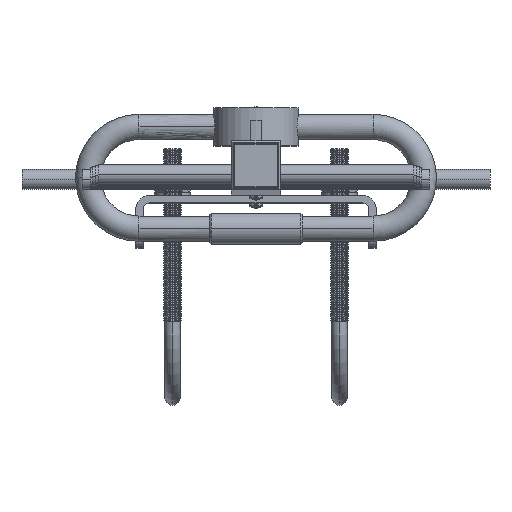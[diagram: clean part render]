
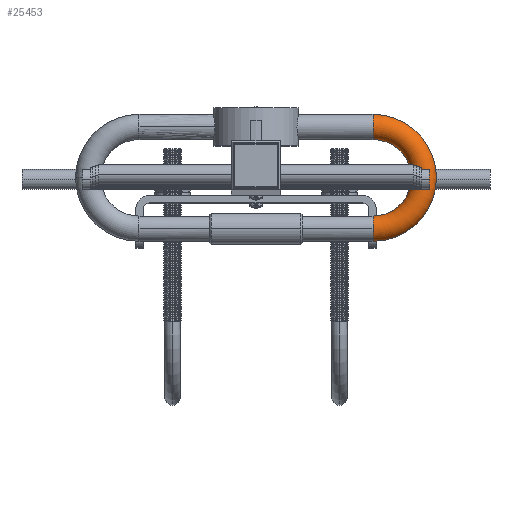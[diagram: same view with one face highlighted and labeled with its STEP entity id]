
A CAD part, top view. The second image highlights one B-rep face of the part: STEP entity #25453.
In plain terms, the highlighted toroidal (fillet/blend) face has major radius 20.701 mm and minor radius 5.144 mm.
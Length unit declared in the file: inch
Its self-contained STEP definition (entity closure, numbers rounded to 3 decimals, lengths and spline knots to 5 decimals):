
#384 = FACE_OUTER_BOUND ( 'NONE', #53837, .T. ) ;
#985 = TOROIDAL_SURFACE ( 'NONE', #68232, 0.815, 0.2025 ) ;
#1491 = AXIS2_PLACEMENT_3D ( 'NONE', #108037, #16723, #81058 ) ;
#3350 = DIRECTION ( 'NONE',  ( 1., 0., 0. ) ) ;
#5348 = CIRCLE ( 'NONE', #1491, 0.6125 ) ;
#9389 = CARTESIAN_POINT ( 'NONE',  ( 1.875, -0.9315, -20.235 ) ) ;
#14693 = DIRECTION ( 'NONE',  ( 0., 0., -1. ) ) ;
#16723 = DIRECTION ( 'NONE',  ( 0., 0., -1. ) ) ;
#16933 = ORIENTED_EDGE ( 'NONE', *, *, #40896, .F. ) ;
#17843 = CARTESIAN_POINT ( 'NONE',  ( 1.875, -0.729, -20.235 ) ) ;
#25453 = ADVANCED_FACE ( 'NONE', ( #384 ), #985, .T. ) ;
#28999 = VERTEX_POINT ( 'NONE', #52668 ) ;
#30424 = VERTEX_POINT ( 'NONE', #17843 ) ;
#30956 = CARTESIAN_POINT ( 'NONE',  ( 1.875, -0.1165, -20.235 ) ) ;
#31621 = DIRECTION ( 'NONE',  ( 0., 0., -1. ) ) ;
#34680 = VERTEX_POINT ( 'NONE', #97120 ) ;
#35468 = EDGE_CURVE ( 'NONE', #28999, #34680, #79506, .T. ) ;
#35539 = AXIS2_PLACEMENT_3D ( 'NONE', #85751, #3350, #31621 ) ;
#35899 = DIRECTION ( 'NONE',  ( 0., 0., -1. ) ) ;
#35925 = CARTESIAN_POINT ( 'NONE',  ( 1.875, -0.1165, -20.235 ) ) ;
#36292 = CIRCLE ( 'NONE', #53697, 0.2025 ) ;
#39176 = VERTEX_POINT ( 'NONE', #99964 ) ;
#40896 = EDGE_CURVE ( 'NONE', #34680, #39176, #36292, .T. ) ;
#45575 = CARTESIAN_POINT ( 'NONE',  ( 1.875, -0.9315, -20.235 ) ) ;
#46513 = CARTESIAN_POINT ( 'NONE',  ( 1.875, 0.496, -20.235 ) ) ;
#52668 = CARTESIAN_POINT ( 'NONE',  ( 1.875, 0.901, -20.235 ) ) ;
#52838 = CIRCLE ( 'NONE', #108329, 0.2025 ) ;
#53134 = VERTEX_POINT ( 'NONE', #46513 ) ;
#53697 = AXIS2_PLACEMENT_3D ( 'NONE', #9389, #66372, #35899 ) ;
#53837 = EDGE_LOOP ( 'NONE', ( #84278, #58758, #63886, #73071, #16933 ) ) ;
#55833 = DIRECTION ( 'NONE',  ( 0., 0., -1. ) ) ;
#58758 = ORIENTED_EDGE ( 'NONE', *, *, #84374, .T. ) ;
#63886 = ORIENTED_EDGE ( 'NONE', *, *, #71719, .T. ) ;
#66372 = DIRECTION ( 'NONE',  ( -1., 0., 0. ) ) ;
#68232 = AXIS2_PLACEMENT_3D ( 'NONE', #35925, #90017, #98966 ) ;
#69403 = DIRECTION ( 'NONE',  ( -1., 0., 0. ) ) ;
#71719 = EDGE_CURVE ( 'NONE', #53134, #30424, #5348, .T. ) ;
#73071 = ORIENTED_EDGE ( 'NONE', *, *, #95963, .F. ) ;
#75682 = AXIS2_PLACEMENT_3D ( 'NONE', #30956, #14693, #69403 ) ;
#79506 = CIRCLE ( 'NONE', #75682, 1.0175 ) ;
#81058 = DIRECTION ( 'NONE',  ( -1., 0., 0. ) ) ;
#84278 = ORIENTED_EDGE ( 'NONE', *, *, #35468, .F. ) ;
#84374 = EDGE_CURVE ( 'NONE', #28999, #53134, #110308, .T. ) ;
#85751 = CARTESIAN_POINT ( 'NONE',  ( 1.875, 0.6985, -20.235 ) ) ;
#90017 = DIRECTION ( 'NONE',  ( 0., 0., -1. ) ) ;
#95963 = EDGE_CURVE ( 'NONE', #39176, #30424, #52838, .T. ) ;
#97120 = CARTESIAN_POINT ( 'NONE',  ( 1.875, -1.134, -20.235 ) ) ;
#98966 = DIRECTION ( 'NONE',  ( -1., 0., 0. ) ) ;
#99964 = CARTESIAN_POINT ( 'NONE',  ( 1.875, -0.9315, -20.0325 ) ) ;
#108037 = CARTESIAN_POINT ( 'NONE',  ( 1.875, -0.1165, -20.235 ) ) ;
#108329 = AXIS2_PLACEMENT_3D ( 'NONE', #45575, #118770, #55833 ) ;
#110308 = CIRCLE ( 'NONE', #35539, 0.2025 ) ;
#118770 = DIRECTION ( 'NONE',  ( -1., 0., 0. ) ) ;
